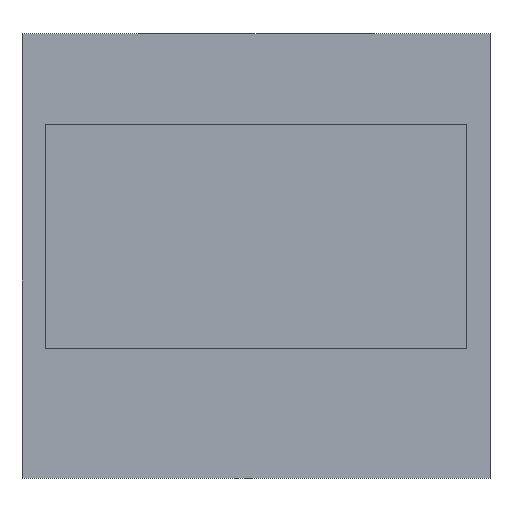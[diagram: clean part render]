
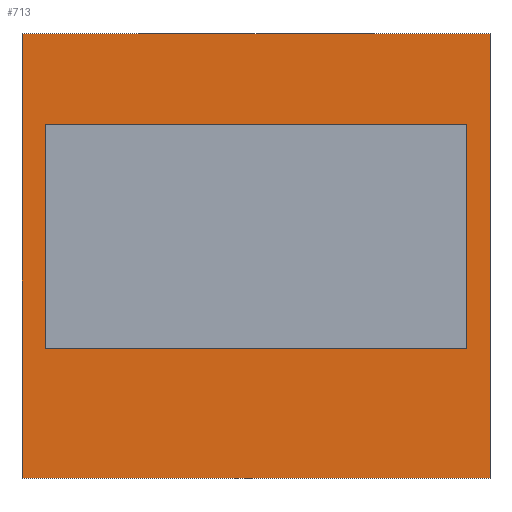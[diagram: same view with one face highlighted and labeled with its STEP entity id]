
A CAD part, top view. The second image highlights one B-rep face of the part: STEP entity #713.
In plain terms, the highlighted planar face has unit normal (0, 0, 1).
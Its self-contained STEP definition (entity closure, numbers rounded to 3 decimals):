
#399 = VERTEX_POINT('',#400);
#400 = CARTESIAN_POINT('',(0.,0.,1.3));
#407 = PLANE('',#408);
#408 = AXIS2_PLACEMENT_3D('',#409,#410,#411);
#409 = CARTESIAN_POINT('',(0.,0.,0.));
#410 = DIRECTION('',(1.,0.,-0.));
#411 = DIRECTION('',(0.,0.,1.));
#419 = PLANE('',#420);
#420 = AXIS2_PLACEMENT_3D('',#421,#422,#423);
#421 = CARTESIAN_POINT('',(0.,0.,0.));
#422 = DIRECTION('',(-0.,1.,0.));
#423 = DIRECTION('',(0.,0.,1.));
#460 = VERTEX_POINT('',#461);
#461 = CARTESIAN_POINT('',(0.,33.7,1.3));
#475 = PLANE('',#476);
#476 = AXIS2_PLACEMENT_3D('',#477,#478,#479);
#477 = CARTESIAN_POINT('',(0.,33.7,0.));
#478 = DIRECTION('',(-0.,1.,0.));
#479 = DIRECTION('',(0.,0.,1.));
#487 = EDGE_CURVE('',#399,#460,#488,.T.);
#488 = SURFACE_CURVE('',#489,(#493,#500),.PCURVE_S1.);
#489 = LINE('',#490,#491);
#490 = CARTESIAN_POINT('',(0.,0.,1.3));
#491 = VECTOR('',#492,1.);
#492 = DIRECTION('',(-0.,1.,0.));
#493 = PCURVE('',#407,#494);
#494 = DEFINITIONAL_REPRESENTATION('',(#495),#499);
#495 = LINE('',#496,#497);
#496 = CARTESIAN_POINT('',(1.3,0.));
#497 = VECTOR('',#498,1.);
#498 = DIRECTION('',(0.,-1.));
#499 = ( GEOMETRIC_REPRESENTATION_CONTEXT(2) 
PARAMETRIC_REPRESENTATION_CONTEXT() REPRESENTATION_CONTEXT('2D SPACE',''
  ) );
#500 = PCURVE('',#501,#506);
#501 = PLANE('',#502);
#502 = AXIS2_PLACEMENT_3D('',#503,#504,#505);
#503 = CARTESIAN_POINT('',(0.,0.,1.3));
#504 = DIRECTION('',(0.,0.,1.));
#505 = DIRECTION('',(1.,0.,-0.));
#506 = DEFINITIONAL_REPRESENTATION('',(#507),#511);
#507 = LINE('',#508,#509);
#508 = CARTESIAN_POINT('',(0.,0.));
#509 = VECTOR('',#510,1.);
#510 = DIRECTION('',(0.,1.));
#511 = ( GEOMETRIC_REPRESENTATION_CONTEXT(2) 
PARAMETRIC_REPRESENTATION_CONTEXT() REPRESENTATION_CONTEXT('2D SPACE',''
  ) );
#519 = VERTEX_POINT('',#520);
#520 = CARTESIAN_POINT('',(35.5,0.,1.3));
#527 = PLANE('',#528);
#528 = AXIS2_PLACEMENT_3D('',#529,#530,#531);
#529 = CARTESIAN_POINT('',(35.5,0.,0.));
#530 = DIRECTION('',(1.,0.,-0.));
#531 = DIRECTION('',(0.,0.,1.));
#570 = VERTEX_POINT('',#571);
#571 = CARTESIAN_POINT('',(35.5,33.7,1.3));
#592 = EDGE_CURVE('',#519,#570,#593,.T.);
#593 = SURFACE_CURVE('',#594,(#598,#605),.PCURVE_S1.);
#594 = LINE('',#595,#596);
#595 = CARTESIAN_POINT('',(35.5,0.,1.3));
#596 = VECTOR('',#597,1.);
#597 = DIRECTION('',(-0.,1.,0.));
#598 = PCURVE('',#527,#599);
#599 = DEFINITIONAL_REPRESENTATION('',(#600),#604);
#600 = LINE('',#601,#602);
#601 = CARTESIAN_POINT('',(1.3,0.));
#602 = VECTOR('',#603,1.);
#603 = DIRECTION('',(0.,-1.));
#604 = ( GEOMETRIC_REPRESENTATION_CONTEXT(2) 
PARAMETRIC_REPRESENTATION_CONTEXT() REPRESENTATION_CONTEXT('2D SPACE',''
  ) );
#605 = PCURVE('',#501,#606);
#606 = DEFINITIONAL_REPRESENTATION('',(#607),#611);
#607 = LINE('',#608,#609);
#608 = CARTESIAN_POINT('',(35.5,0.));
#609 = VECTOR('',#610,1.);
#610 = DIRECTION('',(0.,1.));
#611 = ( GEOMETRIC_REPRESENTATION_CONTEXT(2) 
PARAMETRIC_REPRESENTATION_CONTEXT() REPRESENTATION_CONTEXT('2D SPACE',''
  ) );
#638 = EDGE_CURVE('',#399,#519,#639,.T.);
#639 = SURFACE_CURVE('',#640,(#644,#651),.PCURVE_S1.);
#640 = LINE('',#641,#642);
#641 = CARTESIAN_POINT('',(0.,0.,1.3));
#642 = VECTOR('',#643,1.);
#643 = DIRECTION('',(1.,0.,-0.));
#644 = PCURVE('',#419,#645);
#645 = DEFINITIONAL_REPRESENTATION('',(#646),#650);
#646 = LINE('',#647,#648);
#647 = CARTESIAN_POINT('',(1.3,0.));
#648 = VECTOR('',#649,1.);
#649 = DIRECTION('',(0.,1.));
#650 = ( GEOMETRIC_REPRESENTATION_CONTEXT(2) 
PARAMETRIC_REPRESENTATION_CONTEXT() REPRESENTATION_CONTEXT('2D SPACE',''
  ) );
#651 = PCURVE('',#501,#652);
#652 = DEFINITIONAL_REPRESENTATION('',(#653),#657);
#653 = LINE('',#654,#655);
#654 = CARTESIAN_POINT('',(0.,0.));
#655 = VECTOR('',#656,1.);
#656 = DIRECTION('',(1.,0.));
#657 = ( GEOMETRIC_REPRESENTATION_CONTEXT(2) 
PARAMETRIC_REPRESENTATION_CONTEXT() REPRESENTATION_CONTEXT('2D SPACE',''
  ) );
#685 = EDGE_CURVE('',#460,#570,#686,.T.);
#686 = SURFACE_CURVE('',#687,(#691,#698),.PCURVE_S1.);
#687 = LINE('',#688,#689);
#688 = CARTESIAN_POINT('',(0.,33.7,1.3));
#689 = VECTOR('',#690,1.);
#690 = DIRECTION('',(1.,0.,-0.));
#691 = PCURVE('',#475,#692);
#692 = DEFINITIONAL_REPRESENTATION('',(#693),#697);
#693 = LINE('',#694,#695);
#694 = CARTESIAN_POINT('',(1.3,0.));
#695 = VECTOR('',#696,1.);
#696 = DIRECTION('',(0.,1.));
#697 = ( GEOMETRIC_REPRESENTATION_CONTEXT(2) 
PARAMETRIC_REPRESENTATION_CONTEXT() REPRESENTATION_CONTEXT('2D SPACE',''
  ) );
#698 = PCURVE('',#501,#699);
#699 = DEFINITIONAL_REPRESENTATION('',(#700),#704);
#700 = LINE('',#701,#702);
#701 = CARTESIAN_POINT('',(0.,33.7));
#702 = VECTOR('',#703,1.);
#703 = DIRECTION('',(1.,0.));
#704 = ( GEOMETRIC_REPRESENTATION_CONTEXT(2) 
PARAMETRIC_REPRESENTATION_CONTEXT() REPRESENTATION_CONTEXT('2D SPACE',''
  ) );
#713 = ADVANCED_FACE('',(#714),#501,.T.);
#714 = FACE_BOUND('',#715,.T.);
#715 = EDGE_LOOP('',(#716,#717,#718,#719));
#716 = ORIENTED_EDGE('',*,*,#487,.F.);
#717 = ORIENTED_EDGE('',*,*,#638,.T.);
#718 = ORIENTED_EDGE('',*,*,#592,.T.);
#719 = ORIENTED_EDGE('',*,*,#685,.F.);
